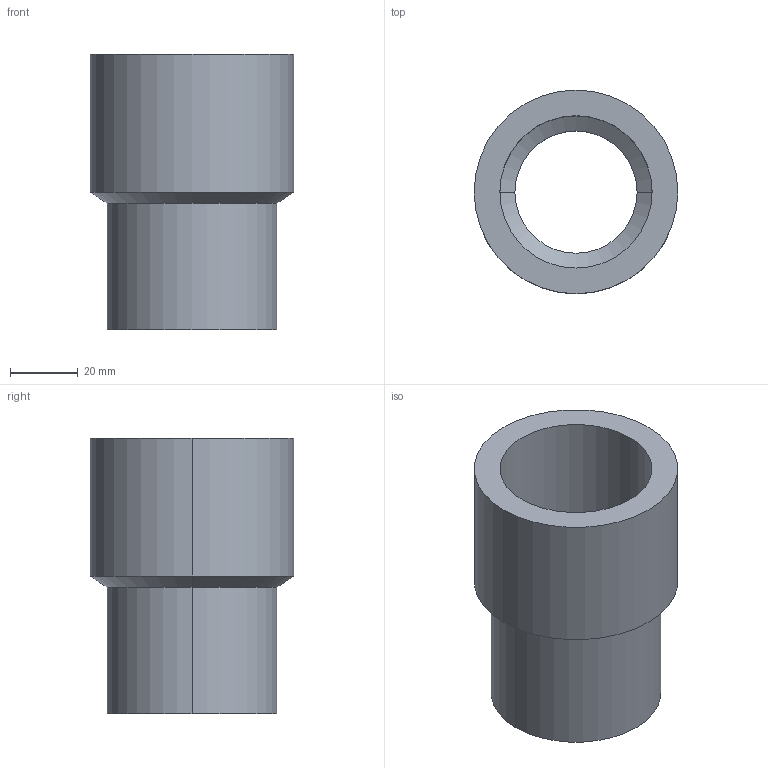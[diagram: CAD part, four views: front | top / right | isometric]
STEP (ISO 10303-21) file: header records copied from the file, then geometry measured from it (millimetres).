
FILE_DESCRIPTION(('STEP AP214'),'1');
FILE_NAME('cctmp_0C5DCB95-5837-445D-8A0A-1A0C2B227B0A_2022_02_21_15_17_43_0646..stp','2022-02-21T14:17:43',('Praher Valves GmbH'),('CADClick - www.CADClick.com'),'Spatial InterOp 3D',' ','unknown authorization');
FILE_SCHEMA(('AUTOMOTIVE_DESIGN'));
Length unit declared in the file: millimetre
Products named in the file (1): 71268
Bounding box: 60 x 60 x 81 mm (x, y, z)
Volume: 85184.4 mm3; surface area: 27564.5 mm2
Topology: 1 solids, 1 shells, 21 faces, 42 edges, 26 vertices
Faces by surface type: cylinder 12, plane 5, cone 4
Entity records: 750 total; most frequent: DIRECTION 112, CARTESIAN_POINT 90, ORIENTED_EDGE 84, AXIS2_PLACEMENT_3D 48, EDGE_CURVE 42, EDGE_LOOP 26, VERTEX_POINT 26, CIRCLE 26
